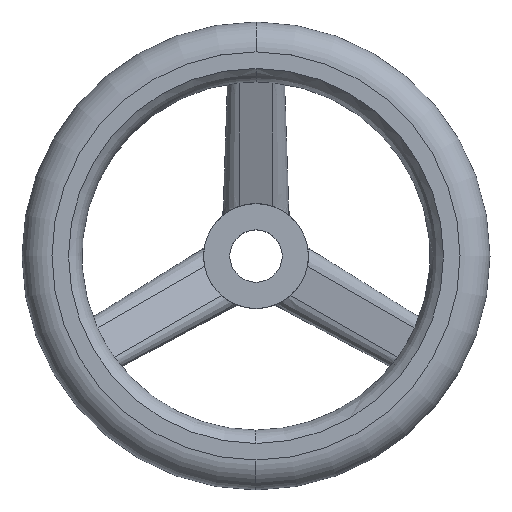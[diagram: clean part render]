
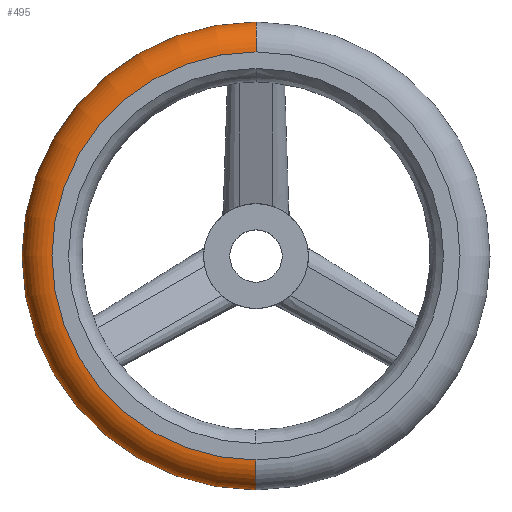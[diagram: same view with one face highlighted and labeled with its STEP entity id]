
A CAD part, top view. The second image highlights one B-rep face of the part: STEP entity #495.
In plain terms, the highlighted toroidal (fillet/blend) face has major radius 54.5 mm and minor radius 8 mm.
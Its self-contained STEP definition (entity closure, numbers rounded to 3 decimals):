
#269=VERTEX_POINT('',#658);
#291=EDGE_CURVE('',#303,#269,#684,.T.);
#297=VERTEX_POINT('',#690);
#303=VERTEX_POINT('',#696);
#367=EDGE_CURVE('',#297,#433,#766,.T.);
#379=EDGE_CURVE('',#303,#433,#778,.T.);
#433=VERTEX_POINT('',#842);
#495=ADVANCED_FACE('',(#908),#909,.T.);
#561=EDGE_CURVE('',#297,#269,#981,.T.);
#658=CARTESIAN_POINT('',(0.,-62.5,28.0));
#684=CIRCLE('',#1242,8.0);
#690=CARTESIAN_POINT('',(0.,62.5,28.0));
#696=CARTESIAN_POINT('',(0.,-54.5,36.0));
#766=CIRCLE('',#1550,8.0);
#778=CIRCLE('',#1594,54.5);
#842=CARTESIAN_POINT('',(0.,54.5,36.0));
#908=FACE_OUTER_BOUND('',#1891,.T.);
#909=TOROIDAL_SURFACE('',#1892,54.5,8.0);
#981=CIRCLE('',#2094,62.5);
#1242=AXIS2_PLACEMENT_3D('',#2218,#2219,#2220);
#1550=AXIS2_PLACEMENT_3D('',#2311,#2312,#2313);
#1594=AXIS2_PLACEMENT_3D('',#2317,#2318,#2319);
#1891=EDGE_LOOP('',(#2474,#2475,#2476,#2477));
#1892=AXIS2_PLACEMENT_3D('',#2478,#2479,#2480);
#2094=AXIS2_PLACEMENT_3D('',#2565,#2566,#2567);
#2218=CARTESIAN_POINT('',(0.,-54.5,28.0));
#2219=DIRECTION('',(1.0,0.,0.));
#2220=DIRECTION('',(0.,-1.0,0.));
#2311=CARTESIAN_POINT('',(0.,54.5,28.0));
#2312=DIRECTION('',(1.0,0.,0.));
#2313=DIRECTION('',(0.,1.0,0.));
#2317=CARTESIAN_POINT('',(0.,0.,36.0));
#2318=DIRECTION('',(0.,0.,-1.0));
#2319=DIRECTION('',(0.,1.0,0.));
#2474=ORIENTED_EDGE('',*,*,#561,.T.);
#2475=ORIENTED_EDGE('',*,*,#291,.F.);
#2476=ORIENTED_EDGE('',*,*,#379,.T.);
#2477=ORIENTED_EDGE('',*,*,#367,.F.);
#2478=CARTESIAN_POINT('',(0.,0.,28.0));
#2479=DIRECTION('',(0.,0.,1.0));
#2480=DIRECTION('',(0.,1.0,0.0));
#2565=CARTESIAN_POINT('',(0.,0.,28.0));
#2566=DIRECTION('',(0.,0.,1.0));
#2567=DIRECTION('',(1.0,0.0,0.));
